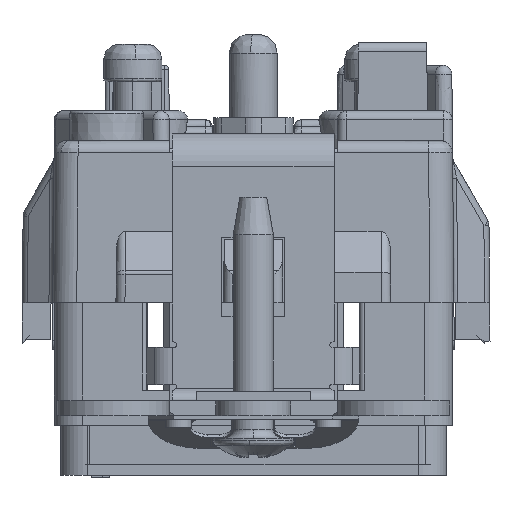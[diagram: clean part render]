
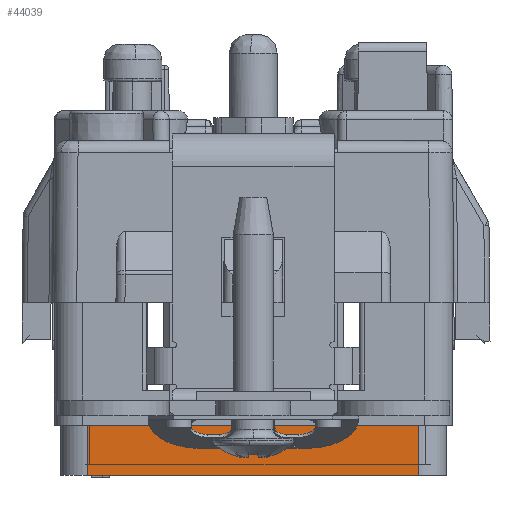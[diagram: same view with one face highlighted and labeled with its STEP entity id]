
A CAD part, front view. The second image highlights one B-rep face of the part: STEP entity #44039.
In plain terms, the highlighted planar face has unit normal (0, -1, 0).
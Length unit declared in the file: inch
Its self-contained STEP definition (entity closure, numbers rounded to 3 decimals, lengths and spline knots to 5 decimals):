
#950 = CARTESIAN_POINT ( 'NONE',  ( 0.552, -1.305, -0.57032 ) ) ;
#2498 = DIRECTION ( 'NONE',  ( -1., 0., 0. ) ) ;
#2945 = VECTOR ( 'NONE', #15608, 39.37008 ) ;
#4580 = EDGE_LOOP ( 'NONE', ( #12960, #70016, #15361, #33376 ) ) ;
#7426 = LINE ( 'NONE', #28634, #2945 ) ;
#11411 = EDGE_CURVE ( 'NONE', #30896, #93976, #7426, .T. ) ;
#12960 = ORIENTED_EDGE ( 'NONE', *, *, #76131, .F. ) ;
#14198 = VECTOR ( 'NONE', #39708, 39.37008 ) ;
#15177 = VERTEX_POINT ( 'NONE', #62530 ) ;
#15361 = ORIENTED_EDGE ( 'NONE', *, *, #11411, .F. ) ;
#15608 = DIRECTION ( 'NONE',  ( 0., 0., -1. ) ) ;
#16921 = FACE_OUTER_BOUND ( 'NONE', #4580, .T. ) ;
#17708 = DIRECTION ( 'NONE',  ( 0., 0., 1. ) ) ;
#23319 = CARTESIAN_POINT ( 'NONE',  ( -0.552, -1.305, -0.73732 ) ) ;
#25564 = CARTESIAN_POINT ( 'NONE',  ( 0.55212, -1.305, -0.5702 ) ) ;
#28634 = CARTESIAN_POINT ( 'NONE',  ( 0.552, -1.305, -0.5702 ) ) ;
#30896 = VERTEX_POINT ( 'NONE', #950 ) ;
#31381 = EDGE_CURVE ( 'NONE', #30896, #15177, #92230, .T. ) ;
#33376 = ORIENTED_EDGE ( 'NONE', *, *, #31381, .T. ) ;
#39708 = DIRECTION ( 'NONE',  ( -1., 0., 0. ) ) ;
#44039 = ADVANCED_FACE ( 'NONE', ( #16921 ), #54437, .T. ) ;
#45683 = VERTEX_POINT ( 'NONE', #23319 ) ;
#46731 = DIRECTION ( 'NONE',  ( 0., -1., 0. ) ) ;
#49637 = EDGE_CURVE ( 'NONE', #93976, #45683, #68459, .T. ) ;
#52310 = VECTOR ( 'NONE', #17708, 39.37008 ) ;
#52408 = VECTOR ( 'NONE', #2498, 39.37008 ) ;
#54437 = PLANE ( 'NONE',  #92446 ) ;
#55547 = CARTESIAN_POINT ( 'NONE',  ( 0.55212, -1.305, -0.57032 ) ) ;
#57958 = CARTESIAN_POINT ( 'NONE',  ( 0.552, -1.305, -0.73732 ) ) ;
#62530 = CARTESIAN_POINT ( 'NONE',  ( -0.552, -1.305, -0.57032 ) ) ;
#68459 = LINE ( 'NONE', #88770, #52408 ) ;
#70016 = ORIENTED_EDGE ( 'NONE', *, *, #49637, .F. ) ;
#76131 = EDGE_CURVE ( 'NONE', #45683, #15177, #76939, .T. ) ;
#76939 = LINE ( 'NONE', #83735, #52310 ) ;
#83735 = CARTESIAN_POINT ( 'NONE',  ( -0.552, -1.305, -0.73744 ) ) ;
#88770 = CARTESIAN_POINT ( 'NONE',  ( 0.64512, -1.305, -0.73732 ) ) ;
#91083 = DIRECTION ( 'NONE',  ( 0., 0., 1. ) ) ;
#92230 = LINE ( 'NONE', #55547, #14198 ) ;
#92446 = AXIS2_PLACEMENT_3D ( 'NONE', #25564, #46731, #91083 ) ;
#93976 = VERTEX_POINT ( 'NONE', #57958 ) ;
